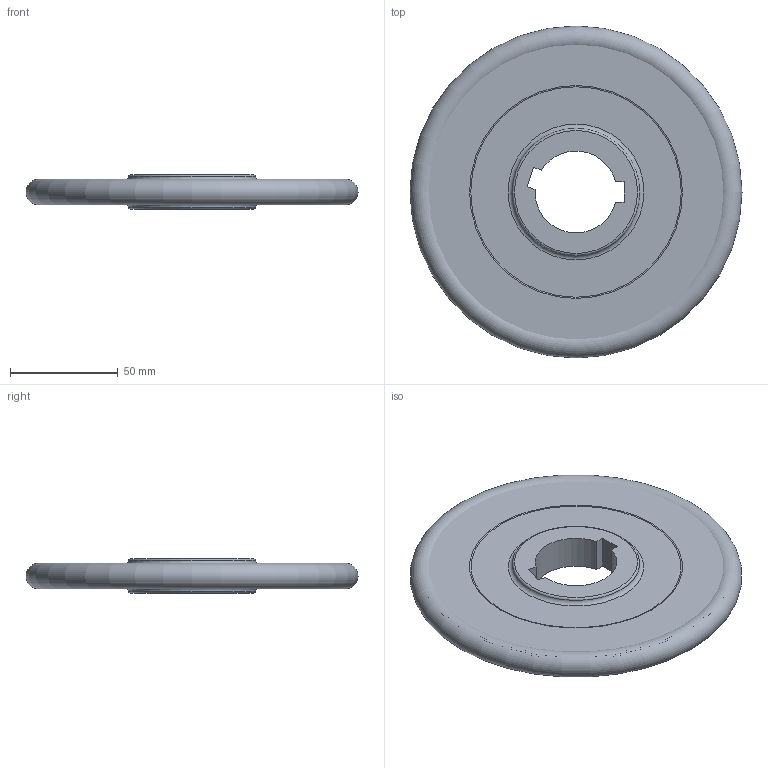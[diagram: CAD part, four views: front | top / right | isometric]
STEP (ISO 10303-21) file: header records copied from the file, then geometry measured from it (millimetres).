
FILE_DESCRIPTION(/* description */ (''),/* implementation_level */ '2;1');
FILE_NAME(/* name */ '335.18-06.00-0809R-R6.stp',/* time_stamp */ '2020-06-04T11:36:46+05:00',/* author */ (''),/* organization */ (''),/* preprocessor_version */ 'ST-DEVELOPER v16.7',/* originating_system */ 'SIEMENS PLM Software NX 12.0',/* authorisation */ '');
FILE_SCHEMA (('AUTOMOTIVE_DESIGN { 1 0 10303 214 3 1 1 1 }'));
Length unit declared in the file: millimetre
Products named in the file (1): 335.18-06.00-0809R-R6
Bounding box: 154.4 x 154.4 x 15.88 mm (x, y, z)
Volume: 230121.8 mm3; surface area: 56209.1 mm2
Topology: 2 solids, 2 shells, 28 faces, 57 edges, 35 vertices
Faces by surface type: plane 12, torus 9, cone 4, cylinder 3
Full cylindrical faces by diameter (mm): 149 x1
Entity records: 719 total; most frequent: DIRECTION 128, CARTESIAN_POINT 109, ORIENTED_EDGE 84, AXIS2_PLACEMENT_3D 54, EDGE_LOOP 46, EDGE_CURVE 42, FACE_BOUND 39, VERTEX_POINT 35
